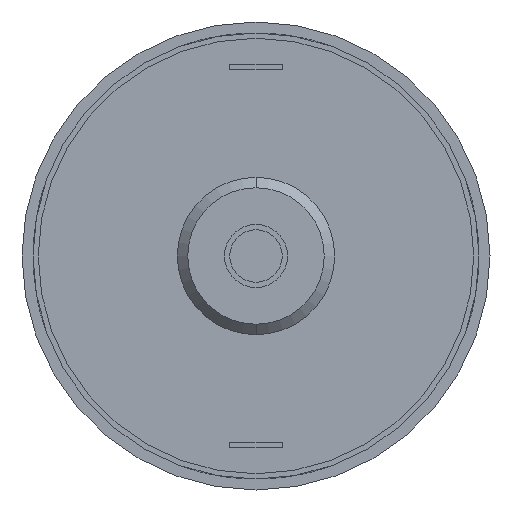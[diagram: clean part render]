
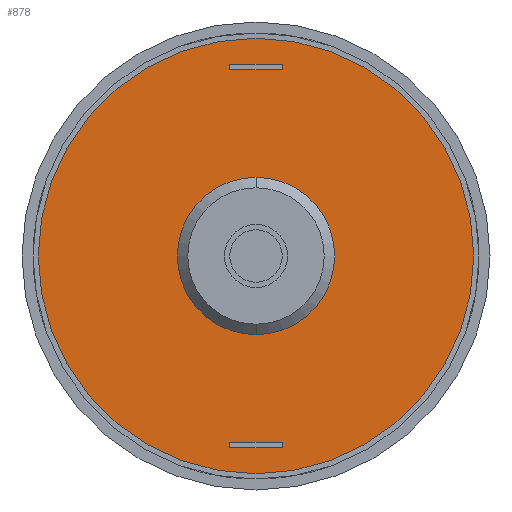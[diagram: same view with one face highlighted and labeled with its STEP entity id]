
A CAD part, front view. The second image highlights one B-rep face of the part: STEP entity #878.
In plain terms, the highlighted planar face has unit normal (0, -1, 0).
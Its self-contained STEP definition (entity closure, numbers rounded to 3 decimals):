
#47 = CARTESIAN_POINT ( 'NONE',  ( 2.5, 1., 17.75 ) ) ;
#115 = VERTEX_POINT ( 'NONE', #2912 ) ;
#122 = CARTESIAN_POINT ( 'NONE',  ( -2.5, 1., 17.75 ) ) ;
#127 = CARTESIAN_POINT ( 'NONE',  ( -2.5, 1., -17.75 ) ) ;
#131 = DIRECTION ( 'NONE',  ( 0., 0., -1. ) ) ;
#198 = VERTEX_POINT ( 'NONE', #551 ) ;
#201 = VERTEX_POINT ( 'NONE', #847 ) ;
#265 = ORIENTED_EDGE ( 'NONE', *, *, #1882, .F. ) ;
#282 = DIRECTION ( 'NONE',  ( 0., 0., -1. ) ) ;
#330 = CARTESIAN_POINT ( 'NONE',  ( -2.5, 1., -17.75 ) ) ;
#341 = VERTEX_POINT ( 'NONE', #1700 ) ;
#355 = CIRCLE ( 'NONE', #1088, 7.5 ) ;
#381 = DIRECTION ( 'NONE',  ( 1., 0., 0. ) ) ;
#409 = LINE ( 'NONE', #127, #3596 ) ;
#433 = DIRECTION ( 'NONE',  ( 0., -1., 0. ) ) ;
#506 = CIRCLE ( 'NONE', #3067, 20.75 ) ;
#544 = VECTOR ( 'NONE', #619, 1000. ) ;
#551 = CARTESIAN_POINT ( 'NONE',  ( 2.5, 1., -17.75 ) ) ;
#604 = VECTOR ( 'NONE', #1731, 1000. ) ;
#619 = DIRECTION ( 'NONE',  ( 0., 0., 1. ) ) ;
#676 = ORIENTED_EDGE ( 'NONE', *, *, #3170, .F. ) ;
#742 = CARTESIAN_POINT ( 'NONE',  ( 0., 1., 0. ) ) ;
#847 = CARTESIAN_POINT ( 'NONE',  ( 0., 1., -20.75 ) ) ;
#878 = ADVANCED_FACE ( 'NONE', ( #1432, #1823, #3024, #1069 ), #1501, .T. ) ;
#884 = VERTEX_POINT ( 'NONE', #3603 ) ;
#904 = ORIENTED_EDGE ( 'NONE', *, *, #2744, .F. ) ;
#909 = ORIENTED_EDGE ( 'NONE', *, *, #1188, .F. ) ;
#1051 = EDGE_LOOP ( 'NONE', ( #1807, #2296 ) ) ;
#1069 = FACE_BOUND ( 'NONE', #1797, .T. ) ;
#1088 = AXIS2_PLACEMENT_3D ( 'NONE', #3395, #3422, #131 ) ;
#1092 = ORIENTED_EDGE ( 'NONE', *, *, #2838, .T. ) ;
#1154 = VECTOR ( 'NONE', #3656, 1000. ) ;
#1188 = EDGE_CURVE ( 'NONE', #1861, #115, #3831, .T. ) ;
#1222 = DIRECTION ( 'NONE',  ( 0., -1., 0. ) ) ;
#1246 = EDGE_CURVE ( 'NONE', #884, #1746, #3124, .T. ) ;
#1274 = EDGE_CURVE ( 'NONE', #1573, #2553, #3372, .T. ) ;
#1284 = VERTEX_POINT ( 'NONE', #3436 ) ;
#1432 = FACE_BOUND ( 'NONE', #3813, .T. ) ;
#1440 = EDGE_CURVE ( 'NONE', #115, #1468, #2241, .T. ) ;
#1468 = VERTEX_POINT ( 'NONE', #2149 ) ;
#1501 = PLANE ( 'NONE',  #2006 ) ;
#1557 = CARTESIAN_POINT ( 'NONE',  ( -2.5, 1., 18.25 ) ) ;
#1573 = VERTEX_POINT ( 'NONE', #3211 ) ;
#1614 = AXIS2_PLACEMENT_3D ( 'NONE', #742, #433, #3117 ) ;
#1654 = DIRECTION ( 'NONE',  ( 0., 0., -1. ) ) ;
#1700 = CARTESIAN_POINT ( 'NONE',  ( 2.5, 1., 18.25 ) ) ;
#1718 = AXIS2_PLACEMENT_3D ( 'NONE', #2543, #3150, #1654 ) ;
#1731 = DIRECTION ( 'NONE',  ( -1., 0., 0. ) ) ;
#1734 = EDGE_CURVE ( 'NONE', #2553, #1573, #355, .T. ) ;
#1746 = VERTEX_POINT ( 'NONE', #122 ) ;
#1797 = EDGE_LOOP ( 'NONE', ( #676, #3708, #3277, #2738 ) ) ;
#1807 = ORIENTED_EDGE ( 'NONE', *, *, #1734, .F. ) ;
#1819 = DIRECTION ( 'NONE',  ( 0., -1., 0. ) ) ;
#1823 = FACE_OUTER_BOUND ( 'NONE', #3634, .T. ) ;
#1835 = CARTESIAN_POINT ( 'NONE',  ( 2.5, 1., -17.75 ) ) ;
#1861 = VERTEX_POINT ( 'NONE', #330 ) ;
#1882 = EDGE_CURVE ( 'NONE', #1468, #198, #2139, .T. ) ;
#2006 = AXIS2_PLACEMENT_3D ( 'NONE', #2072, #1222, #282 ) ;
#2072 = CARTESIAN_POINT ( 'NONE',  ( 0., 1., 0. ) ) ;
#2103 = CARTESIAN_POINT ( 'NONE',  ( -2.5, 1., -18.25 ) ) ;
#2139 = LINE ( 'NONE', #1835, #544 ) ;
#2149 = CARTESIAN_POINT ( 'NONE',  ( 2.5, 1., -18.25 ) ) ;
#2241 = LINE ( 'NONE', #2103, #2933 ) ;
#2249 = ORIENTED_EDGE ( 'NONE', *, *, #3012, .T. ) ;
#2296 = ORIENTED_EDGE ( 'NONE', *, *, #1274, .F. ) ;
#2298 = CARTESIAN_POINT ( 'NONE',  ( -2.5, 1., 18.25 ) ) ;
#2354 = ORIENTED_EDGE ( 'NONE', *, *, #1440, .F. ) ;
#2376 = VECTOR ( 'NONE', #3701, 1000. ) ;
#2425 = EDGE_CURVE ( 'NONE', #1746, #3348, #2836, .T. ) ;
#2436 = LINE ( 'NONE', #2298, #604 ) ;
#2465 = VECTOR ( 'NONE', #3113, 1000. ) ;
#2484 = CARTESIAN_POINT ( 'NONE',  ( -2.5, 1., -17.75 ) ) ;
#2540 = EDGE_CURVE ( 'NONE', #3348, #341, #3362, .T. ) ;
#2543 = CARTESIAN_POINT ( 'NONE',  ( 0., 1., 0. ) ) ;
#2553 = VERTEX_POINT ( 'NONE', #3654 ) ;
#2738 = ORIENTED_EDGE ( 'NONE', *, *, #1246, .F. ) ;
#2744 = EDGE_CURVE ( 'NONE', #198, #1861, #409, .T. ) ;
#2836 = LINE ( 'NONE', #2850, #2465 ) ;
#2838 = EDGE_CURVE ( 'NONE', #1284, #201, #3499, .T. ) ;
#2850 = CARTESIAN_POINT ( 'NONE',  ( -2.5, 1., 17.75 ) ) ;
#2912 = CARTESIAN_POINT ( 'NONE',  ( -2.5, 1., -18.25 ) ) ;
#2933 = VECTOR ( 'NONE', #381, 1000. ) ;
#3012 = EDGE_CURVE ( 'NONE', #201, #1284, #506, .T. ) ;
#3024 = FACE_BOUND ( 'NONE', #1051, .T. ) ;
#3065 = DIRECTION ( 'NONE',  ( 0., 0., 1. ) ) ;
#3067 = AXIS2_PLACEMENT_3D ( 'NONE', #3570, #1819, #3559 ) ;
#3113 = DIRECTION ( 'NONE',  ( 1., 0., 0. ) ) ;
#3117 = DIRECTION ( 'NONE',  ( 0., 0., -1. ) ) ;
#3124 = LINE ( 'NONE', #1557, #1154 ) ;
#3150 = DIRECTION ( 'NONE',  ( 0., -1., 0. ) ) ;
#3156 = VECTOR ( 'NONE', #3065, 1000. ) ;
#3170 = EDGE_CURVE ( 'NONE', #341, #884, #2436, .T. ) ;
#3211 = CARTESIAN_POINT ( 'NONE',  ( 0., 1., -7.5 ) ) ;
#3277 = ORIENTED_EDGE ( 'NONE', *, *, #2425, .F. ) ;
#3348 = VERTEX_POINT ( 'NONE', #47 ) ;
#3362 = LINE ( 'NONE', #3640, #3156 ) ;
#3372 = CIRCLE ( 'NONE', #1614, 7.5 ) ;
#3392 = DIRECTION ( 'NONE',  ( -1., 0., 0. ) ) ;
#3395 = CARTESIAN_POINT ( 'NONE',  ( 0., 1., 0. ) ) ;
#3422 = DIRECTION ( 'NONE',  ( 0., -1., 0. ) ) ;
#3436 = CARTESIAN_POINT ( 'NONE',  ( 0., 1., 20.75 ) ) ;
#3499 = CIRCLE ( 'NONE', #1718, 20.75 ) ;
#3559 = DIRECTION ( 'NONE',  ( 0., 0., -1. ) ) ;
#3570 = CARTESIAN_POINT ( 'NONE',  ( 0., 1., 0. ) ) ;
#3596 = VECTOR ( 'NONE', #3392, 1000. ) ;
#3603 = CARTESIAN_POINT ( 'NONE',  ( -2.5, 1., 18.25 ) ) ;
#3634 = EDGE_LOOP ( 'NONE', ( #2249, #1092 ) ) ;
#3640 = CARTESIAN_POINT ( 'NONE',  ( 2.5, 1., 18.25 ) ) ;
#3654 = CARTESIAN_POINT ( 'NONE',  ( 0., 1., 7.5 ) ) ;
#3656 = DIRECTION ( 'NONE',  ( 0., 0., -1. ) ) ;
#3701 = DIRECTION ( 'NONE',  ( 0., 0., -1. ) ) ;
#3708 = ORIENTED_EDGE ( 'NONE', *, *, #2540, .F. ) ;
#3813 = EDGE_LOOP ( 'NONE', ( #904, #265, #2354, #909 ) ) ;
#3831 = LINE ( 'NONE', #2484, #2376 ) ;
